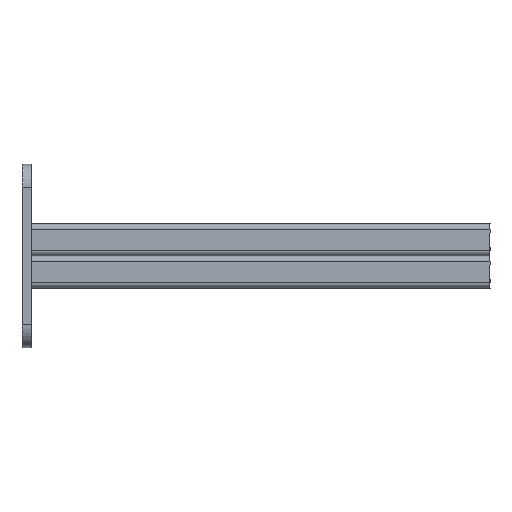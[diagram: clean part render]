
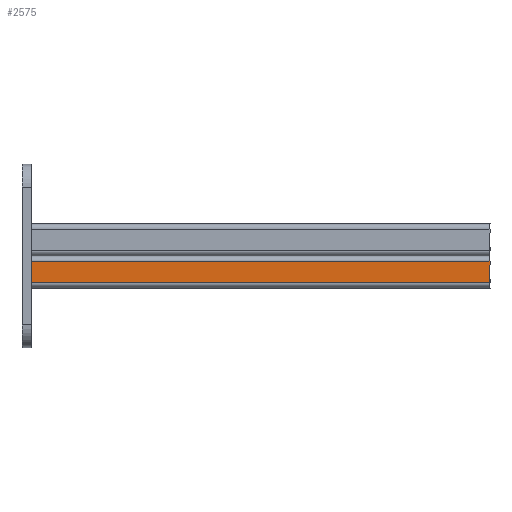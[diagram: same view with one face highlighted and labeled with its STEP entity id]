
A CAD part, left-side view. The second image highlights one B-rep face of the part: STEP entity #2575.
In plain terms, the highlighted planar face has unit normal (-1, 0, 0).
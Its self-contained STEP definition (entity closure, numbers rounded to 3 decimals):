
#86 = CARTESIAN_POINT ( 'NONE',  ( -20.5, -1500., -3.5 ) ) ;
#89 = DIRECTION ( 'NONE',  ( 0., 1., 0. ) ) ;
#102 = CARTESIAN_POINT ( 'NONE',  ( -20.5, -1500., -17.5 ) ) ;
#105 = DIRECTION ( 'NONE',  ( 0., 1., 0. ) ) ;
#157 = EDGE_LOOP ( 'NONE', ( #1666, #1900, #1820, #1896 ) ) ;
#364 = DIRECTION ( 'NONE',  ( 0., 0., 1. ) ) ;
#365 = DIRECTION ( 'NONE',  ( -1., 0., 0. ) ) ;
#367 = PLANE ( 'NONE',  #2287 ) ;
#376 = CARTESIAN_POINT ( 'NONE',  ( -20.5, -1500., -17.5 ) ) ;
#1666 = ORIENTED_EDGE ( 'NONE', *, *, #3833, .T. ) ;
#1689 = VERTEX_POINT ( 'NONE', #2920 ) ;
#1782 = VERTEX_POINT ( 'NONE', #2906 ) ;
#1820 = ORIENTED_EDGE ( 'NONE', *, *, #3831, .F. ) ;
#1896 = ORIENTED_EDGE ( 'NONE', *, *, #2394, .F. ) ;
#1900 = ORIENTED_EDGE ( 'NONE', *, *, #2399, .F. ) ;
#1949 = VERTEX_POINT ( 'NONE', #2807 ) ;
#2032 = VERTEX_POINT ( 'NONE', #2752 ) ;
#2196 = FACE_OUTER_BOUND ( 'NONE', #157, .T. ) ;
#2287 = AXIS2_PLACEMENT_3D ( 'NONE', #376, #365, #364 ) ;
#2394 = EDGE_CURVE ( 'NONE', #1782, #1689, #3448, .T. ) ;
#2399 = EDGE_CURVE ( 'NONE', #2032, #1949, #3526, .T. ) ;
#2575 = ADVANCED_FACE ( 'NONE', ( #2196 ), #367, .T. ) ;
#2752 = CARTESIAN_POINT ( 'NONE',  ( -20.5, 150., -17.5 ) ) ;
#2807 = CARTESIAN_POINT ( 'NONE',  ( -20.5, 150., -3.5 ) ) ;
#2906 = CARTESIAN_POINT ( 'NONE',  ( -20.5, -150., -3.5 ) ) ;
#2920 = CARTESIAN_POINT ( 'NONE',  ( -20.5, -150., -17.5 ) ) ;
#3071 = DIRECTION ( 'NONE',  ( 0., 0., -1. ) ) ;
#3120 = CARTESIAN_POINT ( 'NONE',  ( -20.5, -150., -21. ) ) ;
#3123 = DIRECTION ( 'NONE',  ( 0., 0., 1. ) ) ;
#3156 = CARTESIAN_POINT ( 'NONE',  ( -20.5, 150., -21. ) ) ;
#3443 = VECTOR ( 'NONE', #3123, 1000. ) ;
#3446 = VECTOR ( 'NONE', #3071, 1000. ) ;
#3448 = LINE ( 'NONE', #3120, #3446 ) ;
#3526 = LINE ( 'NONE', #3156, #3443 ) ;
#3585 = VECTOR ( 'NONE', #89, 1000. ) ;
#3587 = LINE ( 'NONE', #86, #3585 ) ;
#3588 = VECTOR ( 'NONE', #105, 1000. ) ;
#3591 = LINE ( 'NONE', #102, #3588 ) ;
#3831 = EDGE_CURVE ( 'NONE', #1689, #2032, #3591, .T. ) ;
#3833 = EDGE_CURVE ( 'NONE', #1782, #1949, #3587, .T. ) ;
